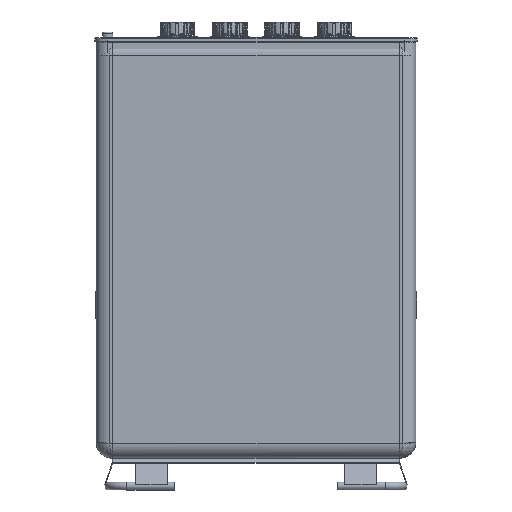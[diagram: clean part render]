
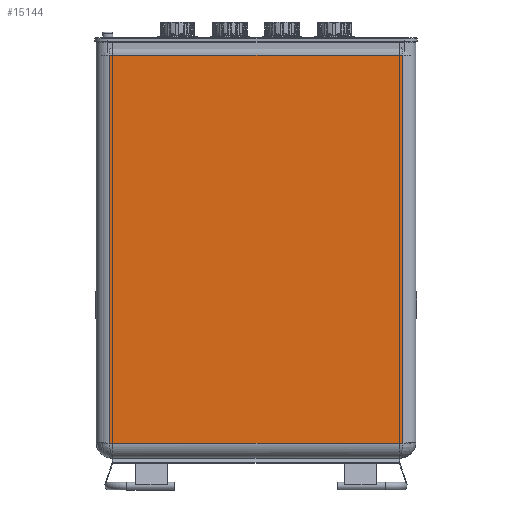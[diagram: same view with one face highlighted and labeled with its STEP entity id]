
A CAD part, left-side view. The second image highlights one B-rep face of the part: STEP entity #15144.
In plain terms, the highlighted face is planar.
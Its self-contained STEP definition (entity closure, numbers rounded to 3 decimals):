
#1342=PLANE('',#16816);
#2022=FACE_OUTER_BOUND('',#3032,.T.);
#3032=EDGE_LOOP('',(#12120,#12121,#12122,#12123));
#4799=LINE('',#31898,#5736);
#4807=LINE('',#32202,#5744);
#4813=LINE('',#32212,#5750);
#4815=LINE('',#32217,#5752);
#5736=VECTOR('',#20154,10.);
#5744=VECTOR('',#20198,10.);
#5750=VECTOR('',#20212,10.);
#5752=VECTOR('',#20220,10.);
#6880=VERTEX_POINT('',#31670);
#6881=VERTEX_POINT('',#31736);
#6895=VERTEX_POINT('',#31981);
#6901=VERTEX_POINT('',#32198);
#8721=EDGE_CURVE('',#6881,#6880,#4799,.T.);
#8741=EDGE_CURVE('',#6895,#6901,#4807,.T.);
#8747=EDGE_CURVE('',#6901,#6881,#4813,.T.);
#8749=EDGE_CURVE('',#6895,#6880,#4815,.T.);
#12120=ORIENTED_EDGE('',*,*,#8721,.F.);
#12121=ORIENTED_EDGE('',*,*,#8747,.F.);
#12122=ORIENTED_EDGE('',*,*,#8741,.F.);
#12123=ORIENTED_EDGE('',*,*,#8749,.T.);
#15144=ADVANCED_FACE('',(#2022),#1342,.T.);
#16816=AXIS2_PLACEMENT_3D('',#32218,#20221,#20222);
#20154=DIRECTION('',(1.,0.,0.));
#20198=DIRECTION('',(-1.,0.,0.));
#20212=DIRECTION('',(0.,0.,1.));
#20220=DIRECTION('',(0.,0.,1.));
#20221=DIRECTION('center_axis',(0.,-1.,0.));
#20222=DIRECTION('ref_axis',(1.,0.,0.));
#31670=CARTESIAN_POINT('',(503.5,-345.,1385.));
#31736=CARTESIAN_POINT('',(-503.5,-345.,1385.));
#31898=CARTESIAN_POINT('',(-251.75,-345.,1385.));
#31981=CARTESIAN_POINT('',(503.5,-345.,50.));
#32198=CARTESIAN_POINT('',(-503.5,-345.,50.));
#32202=CARTESIAN_POINT('',(-251.75,-345.,50.));
#32212=CARTESIAN_POINT('',(-503.5,-345.,0.));
#32217=CARTESIAN_POINT('',(503.5,-345.,0.));
#32218=CARTESIAN_POINT('Origin',(-503.5,-345.,0.));
